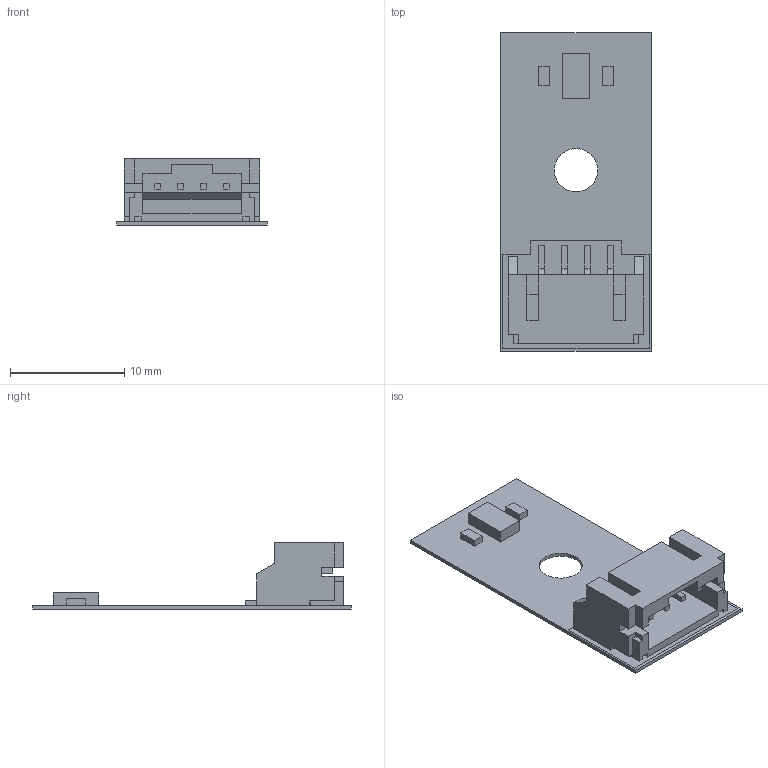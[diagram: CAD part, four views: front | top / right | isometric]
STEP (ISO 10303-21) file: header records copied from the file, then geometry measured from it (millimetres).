
FILE_DESCRIPTION (( 'STEP AP203' ), '1' );
FILE_NAME ('REV-31-2010.STEP', '2021-01-19T18:48:39', ( '' ), ( '' ), 'SwSTEP 2.0', 'SolidWorks 2019', '' );
FILE_SCHEMA (( 'CONFIG_CONTROL_DESIGN' ));
Length unit declared in the file: inch
Products named in the file (6): placementOutline_2; placementOutline_3; uid__5460; S4B-PH-SM4-TB; REV-31-2010; placementOutline
Assembly tree (6 placements, depth 2):
  REV-31-2010
    uid__5460
    placementOutline
    placementOutline_2
    placementOutline_3  x2
    S4B-PH-SM4-TB
Bounding box: 13.21 x 27.94 x 5.82 mm (x, y, z)
Volume: 368.3 mm3; surface area: 1584.5 mm2
Topology: 6 solids, 6 shells, 152 faces, 406 edges, 270 vertices
Faces by surface type: plane 138, cylinder 14
Entity records: 5198 total; most frequent: CARTESIAN_POINT 811, ORIENTED_EDGE 788, DIRECTION 732, EDGE_CURVE 394, VECTOR 366, LINE 366, VERTEX_POINT 262, AXIS2_PLACEMENT_3D 183
